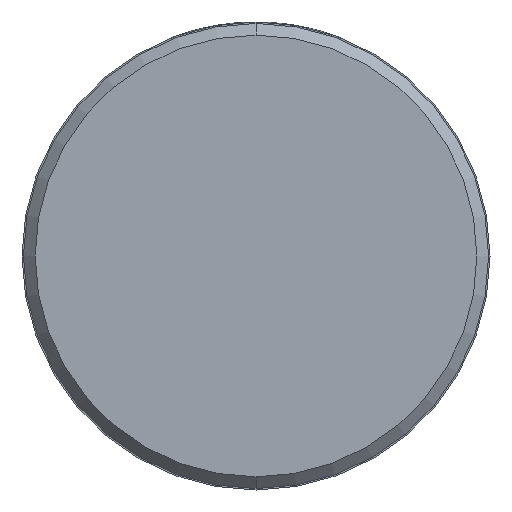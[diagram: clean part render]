
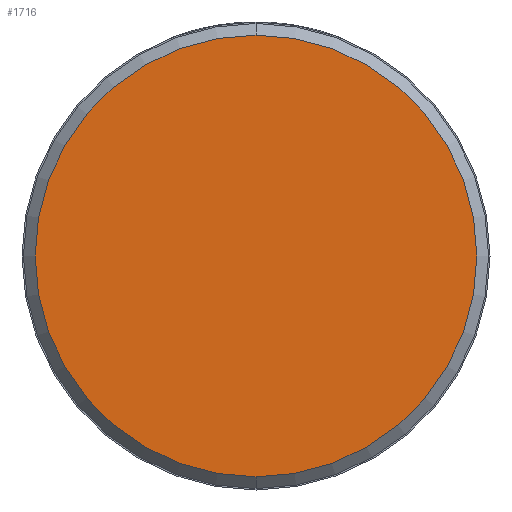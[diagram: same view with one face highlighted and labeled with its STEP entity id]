
A CAD part, front view. The second image highlights one B-rep face of the part: STEP entity #1716.
In plain terms, the highlighted planar face has unit normal (0, -1, 0).
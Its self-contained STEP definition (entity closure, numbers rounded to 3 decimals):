
#425 = DIRECTION ( 'NONE',  ( 0., -1., 0. ) ) ;
#446 = AXIS2_PLACEMENT_3D ( 'NONE', #904, #2587, #1643 ) ;
#854 = VERTEX_POINT ( 'NONE', #1078 ) ;
#871 = DIRECTION ( 'NONE',  ( 0., 0., 1. ) ) ;
#875 = EDGE_CURVE ( 'NONE', #854, #2134, #2411, .T. ) ;
#888 = ORIENTED_EDGE ( 'NONE', *, *, #987, .T. ) ;
#904 = CARTESIAN_POINT ( 'NONE',  ( 0., 0., 0. ) ) ;
#987 = EDGE_CURVE ( 'NONE', #2134, #854, #1382, .T. ) ;
#1073 = AXIS2_PLACEMENT_3D ( 'NONE', #1333, #2802, #871 ) ;
#1078 = CARTESIAN_POINT ( 'NONE',  ( 0., 0., 37.75 ) ) ;
#1168 = DIRECTION ( 'NONE',  ( 0., 0., 1. ) ) ;
#1177 = EDGE_LOOP ( 'NONE', ( #1725, #888 ) ) ;
#1333 = CARTESIAN_POINT ( 'NONE',  ( 0., 0., 0. ) ) ;
#1382 = CIRCLE ( 'NONE', #446, 37.75 ) ;
#1643 = DIRECTION ( 'NONE',  ( 0., 0., 1. ) ) ;
#1716 = ADVANCED_FACE ( 'NONE', ( #2372 ), #2756, .F. ) ;
#1725 = ORIENTED_EDGE ( 'NONE', *, *, #875, .T. ) ;
#2080 = AXIS2_PLACEMENT_3D ( 'NONE', #2600, #425, #1168 ) ;
#2134 = VERTEX_POINT ( 'NONE', #2198 ) ;
#2198 = CARTESIAN_POINT ( 'NONE',  ( 0., 0., -37.75 ) ) ;
#2372 = FACE_OUTER_BOUND ( 'NONE', #1177, .T. ) ;
#2411 = CIRCLE ( 'NONE', #2080, 37.75 ) ;
#2587 = DIRECTION ( 'NONE',  ( 0., -1., 0. ) ) ;
#2600 = CARTESIAN_POINT ( 'NONE',  ( 0., 0., 0. ) ) ;
#2756 = PLANE ( 'NONE',  #1073 ) ;
#2802 = DIRECTION ( 'NONE',  ( 0., 1., 0. ) ) ;
